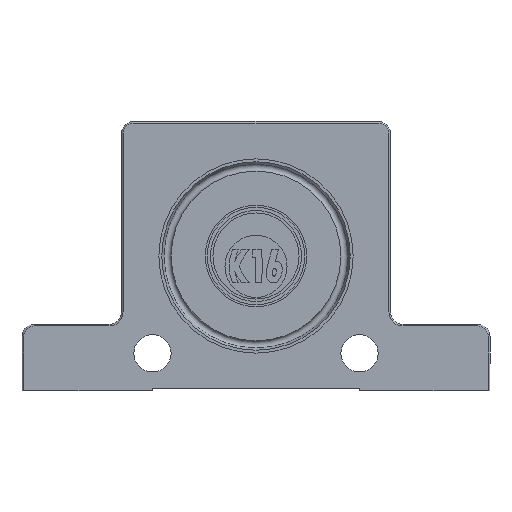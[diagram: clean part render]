
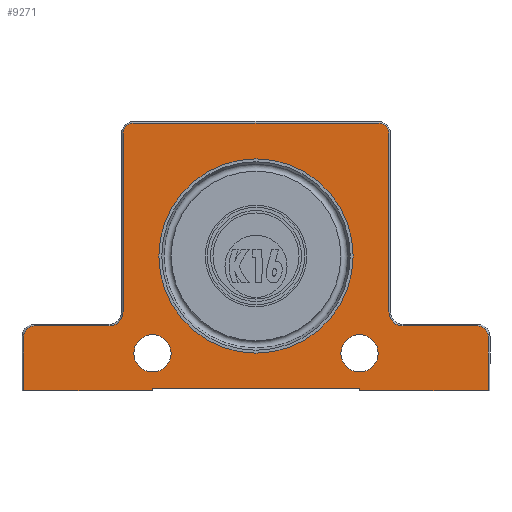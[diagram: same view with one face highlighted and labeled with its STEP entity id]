
A CAD part, left-side view. The second image highlights one B-rep face of the part: STEP entity #9271.
In plain terms, the highlighted planar face has unit normal (-1, 0, 0).
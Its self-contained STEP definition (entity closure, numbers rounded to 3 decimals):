
#8087=CARTESIAN_POINT('',(-13.5,-56.1,0.0));
#8088=VERTEX_POINT('',#8087);
#8105=CARTESIAN_POINT('',(-13.5,-56.1,13.));
#8106=VERTEX_POINT('',#8105);
#8113=CARTESIAN_POINT('',(-13.5,-56.1,13.));
#8114=DIRECTION('',(0.0,0.0,-1.0));
#8115=VECTOR('',#8114,13.);
#8116=LINE('',#8113,#8115);
#8117=EDGE_CURVE('',#8106,#8088,#8116,.T.);
#8129=CARTESIAN_POINT('',(-13.5,-53.5,15.6));
#8130=VERTEX_POINT('',#8129);
#8137=CARTESIAN_POINT('',(-13.5,-53.5,13.));
#8138=DIRECTION('',(1.,0.0,0.0));
#8139=DIRECTION('',(0.0,-0.707,0.707));
#8140=AXIS2_PLACEMENT_3D('',#8137,#8138,#8139);
#8141=CIRCLE('',#8140,2.6);
#8142=EDGE_CURVE('',#8130,#8106,#8141,.T.);
#8162=CARTESIAN_POINT('',(-13.5,-35.5,15.6));
#8163=VERTEX_POINT('',#8162);
#8170=CARTESIAN_POINT('',(-13.5,-35.5,15.6));
#8171=DIRECTION('',(0.0,-1.0,0.0));
#8172=VECTOR('',#8171,18.);
#8173=LINE('',#8170,#8172);
#8174=EDGE_CURVE('',#8163,#8130,#8173,.T.);
#8191=CARTESIAN_POINT('',(-13.5,-32.1,19.));
#8192=VERTEX_POINT('',#8191);
#8199=CARTESIAN_POINT('',(-13.5,-35.5,19.));
#8200=DIRECTION('',(-1.,0.0,0.0));
#8201=DIRECTION('',(0.0,0.707,-0.707));
#8202=AXIS2_PLACEMENT_3D('',#8199,#8200,#8201);
#8203=CIRCLE('',#8202,3.4);
#8204=EDGE_CURVE('',#8192,#8163,#8203,.T.);
#8222=CARTESIAN_POINT('',(-13.5,-32.1,62.));
#8223=VERTEX_POINT('',#8222);
#8230=CARTESIAN_POINT('',(-13.5,-32.1,62.));
#8231=DIRECTION('',(0.0,0.0,-1.0));
#8232=VECTOR('',#8231,43.0);
#8233=LINE('',#8230,#8232);
#8234=EDGE_CURVE('',#8223,#8192,#8233,.T.);
#8248=CARTESIAN_POINT('',(-13.5,-29.5,64.6));
#8249=VERTEX_POINT('',#8248);
#8256=CARTESIAN_POINT('',(-13.5,-29.5,62.));
#8257=DIRECTION('',(1.0,0.0,0.0));
#8258=DIRECTION('',(0.0,-0.707,0.707));
#8259=AXIS2_PLACEMENT_3D('',#8256,#8257,#8258);
#8260=CIRCLE('',#8259,2.6);
#8261=EDGE_CURVE('',#8249,#8223,#8260,.T.);
#8281=CARTESIAN_POINT('',(-13.5,29.5,64.6));
#8282=VERTEX_POINT('',#8281);
#8289=CARTESIAN_POINT('',(-13.5,29.5,64.6));
#8290=DIRECTION('',(0.0,-1.0,0.0));
#8291=VECTOR('',#8290,59.);
#8292=LINE('',#8289,#8291);
#8293=EDGE_CURVE('',#8282,#8249,#8292,.T.);
#8312=CARTESIAN_POINT('',(-13.5,32.1,62.0));
#8313=VERTEX_POINT('',#8312);
#8320=CARTESIAN_POINT('',(-13.5,29.5,62.0));
#8321=DIRECTION('',(1.0,0.0,0.0));
#8322=DIRECTION('',(0.0,0.707,0.707));
#8323=AXIS2_PLACEMENT_3D('',#8320,#8321,#8322);
#8324=CIRCLE('',#8323,2.6);
#8325=EDGE_CURVE('',#8313,#8282,#8324,.T.);
#8345=CARTESIAN_POINT('',(-13.5,32.1,19.));
#8346=VERTEX_POINT('',#8345);
#8353=CARTESIAN_POINT('',(-13.5,32.1,19.0));
#8354=DIRECTION('',(0.0,0.0,1.0));
#8355=VECTOR('',#8354,43.0);
#8356=LINE('',#8353,#8355);
#8357=EDGE_CURVE('',#8346,#8313,#8356,.T.);
#8376=CARTESIAN_POINT('',(-13.5,35.5,15.6));
#8377=VERTEX_POINT('',#8376);
#8384=CARTESIAN_POINT('',(-13.5,35.5,19.));
#8385=DIRECTION('',(-1.,0.0,0.0));
#8386=DIRECTION('',(0.0,-0.707,-0.707));
#8387=AXIS2_PLACEMENT_3D('',#8384,#8385,#8386);
#8388=CIRCLE('',#8387,3.4);
#8389=EDGE_CURVE('',#8377,#8346,#8388,.T.);
#8409=CARTESIAN_POINT('',(-13.5,53.5,15.6));
#8410=VERTEX_POINT('',#8409);
#8417=CARTESIAN_POINT('',(-13.5,53.5,15.6));
#8418=DIRECTION('',(0.0,-1.0,0.0));
#8419=VECTOR('',#8418,18.);
#8420=LINE('',#8417,#8419);
#8421=EDGE_CURVE('',#8410,#8377,#8420,.T.);
#8440=CARTESIAN_POINT('',(-13.5,56.1,13.0));
#8441=VERTEX_POINT('',#8440);
#8448=CARTESIAN_POINT('',(-13.5,53.5,13.0));
#8449=DIRECTION('',(1.0,0.0,0.0));
#8450=DIRECTION('',(0.0,0.707,0.707));
#8451=AXIS2_PLACEMENT_3D('',#8448,#8449,#8450);
#8452=CIRCLE('',#8451,2.6);
#8453=EDGE_CURVE('',#8441,#8410,#8452,.T.);
#8473=CARTESIAN_POINT('',(-13.5,56.1,0.0));
#8474=VERTEX_POINT('',#8473);
#8481=CARTESIAN_POINT('',(-13.5,56.1,0.0));
#8482=DIRECTION('',(0.0,0.0,1.0));
#8483=VECTOR('',#8482,13.0);
#8484=LINE('',#8481,#8483);
#8485=EDGE_CURVE('',#8474,#8441,#8484,.T.);
#8518=CARTESIAN_POINT('',(-13.5,25.0,0.0));
#8519=VERTEX_POINT('',#8518);
#8526=CARTESIAN_POINT('',(-13.5,25.0,0.0));
#8527=DIRECTION('',(0.0,1.0,0.0));
#8528=VECTOR('',#8527,31.1);
#8529=LINE('',#8526,#8528);
#8530=EDGE_CURVE('',#8519,#8474,#8529,.T.);
#9116=CARTESIAN_POINT('',(-13.5,-25.,0.5));
#9117=VERTEX_POINT('',#9116);
#9125=CARTESIAN_POINT('',(-13.5,-25.,0.0));
#9126=VERTEX_POINT('',#9125);
#9133=CARTESIAN_POINT('',(-13.5,-25.,0.5));
#9134=DIRECTION('',(0.0,0.0,-1.0));
#9135=VECTOR('',#9134,0.5);
#9136=LINE('',#9133,#9135);
#9137=EDGE_CURVE('',#9117,#9126,#9136,.T.);
#9147=CARTESIAN_POINT('',(-13.5,25.0,0.5));
#9148=VERTEX_POINT('',#9147);
#9155=CARTESIAN_POINT('',(-13.5,25.0,0.0));
#9156=DIRECTION('',(0.0,0.0,1.0));
#9157=VECTOR('',#9156,0.5);
#9158=LINE('',#9155,#9157);
#9159=EDGE_CURVE('',#8519,#9148,#9158,.T.);
#9173=CARTESIAN_POINT('',(-13.5,25.0,0.5));
#9174=DIRECTION('',(0.0,-1.0,0.0));
#9175=VECTOR('',#9174,50.);
#9176=LINE('',#9173,#9175);
#9177=EDGE_CURVE('',#9148,#9117,#9176,.T.);
#9189=CARTESIAN_POINT('',(-13.5,-56.1,0.0));
#9190=DIRECTION('',(0.0,1.0,0.0));
#9191=VECTOR('',#9190,31.1);
#9192=LINE('',#9189,#9191);
#9193=EDGE_CURVE('',#8088,#9126,#9192,.T.);
#9213=CARTESIAN_POINT('',(-13.5,23.41,27.66));
#9214=DIRECTION('',(1.0,0.0,0.0));
#9215=DIRECTION('',(0.0,0.0,-1.0));
#9216=AXIS2_PLACEMENT_3D('',#9213,#9214,#9215);
#9217=PLANE('',#9216);
#9218=ORIENTED_EDGE('',*,*,#8485,.F.);
#9219=ORIENTED_EDGE('',*,*,#8530,.F.);
#9220=ORIENTED_EDGE('',*,*,#9159,.T.);
#9221=ORIENTED_EDGE('',*,*,#9177,.T.);
#9222=ORIENTED_EDGE('',*,*,#9137,.T.);
#9223=ORIENTED_EDGE('',*,*,#9193,.F.);
#9224=ORIENTED_EDGE('',*,*,#8117,.F.);
#9225=ORIENTED_EDGE('',*,*,#8142,.F.);
#9226=ORIENTED_EDGE('',*,*,#8174,.F.);
#9227=ORIENTED_EDGE('',*,*,#8204,.F.);
#9228=ORIENTED_EDGE('',*,*,#8234,.F.);
#9229=ORIENTED_EDGE('',*,*,#8261,.F.);
#9230=ORIENTED_EDGE('',*,*,#8293,.F.);
#9231=ORIENTED_EDGE('',*,*,#8325,.F.);
#9232=ORIENTED_EDGE('',*,*,#8357,.F.);
#9233=ORIENTED_EDGE('',*,*,#8389,.F.);
#9234=ORIENTED_EDGE('',*,*,#8421,.F.);
#9235=ORIENTED_EDGE('',*,*,#8453,.F.);
#9236=EDGE_LOOP('',(#9218,#9219,#9220,#9221,#9222,#9223,#9224,#9225,#9226,#9227,#9228,#9229,#9230,#9231,#9232,#9233,#9234,#9235));
#9237=FACE_OUTER_BOUND('',#9236,.T.);
#9238=CARTESIAN_POINT('',(-13.5,-25.0,13.5));
#9239=VERTEX_POINT('',#9238);
#9240=CARTESIAN_POINT('',(-13.5,-25.0,9.));
#9241=DIRECTION('',(1.0,0.0,0.0));
#9242=DIRECTION('',(0.0,0.0,-1.0));
#9243=AXIS2_PLACEMENT_3D('',#9240,#9241,#9242);
#9244=CIRCLE('',#9243,4.5);
#9245=EDGE_CURVE('',#9239,#9239,#9244,.T.);
#9246=ORIENTED_EDGE('',*,*,#9245,.T.);
#9247=EDGE_LOOP('',(#9246));
#9248=FACE_BOUND('',#9247,.T.);
#9249=CARTESIAN_POINT('',(-13.5,25.0,13.5));
#9250=VERTEX_POINT('',#9249);
#9251=CARTESIAN_POINT('',(-13.5,25.0,9.));
#9252=DIRECTION('',(1.0,0.0,0.0));
#9253=DIRECTION('',(0.0,0.0,-1.0));
#9254=AXIS2_PLACEMENT_3D('',#9251,#9252,#9253);
#9255=CIRCLE('',#9254,4.5);
#9256=EDGE_CURVE('',#9250,#9250,#9255,.T.);
#9257=ORIENTED_EDGE('',*,*,#9256,.T.);
#9258=EDGE_LOOP('',(#9257));
#9259=FACE_BOUND('',#9258,.T.);
#9260=CARTESIAN_POINT('',(-13.5,0.0,9.05));
#9261=VERTEX_POINT('',#9260);
#9262=CARTESIAN_POINT('',(-13.5,0.0,32.5));
#9263=DIRECTION('',(1.0,0.0,0.0));
#9264=DIRECTION('',(0.0,0.0,-1.0));
#9265=AXIS2_PLACEMENT_3D('',#9262,#9263,#9264);
#9266=CIRCLE('',#9265,23.45);
#9267=EDGE_CURVE('',#9261,#9261,#9266,.T.);
#9268=ORIENTED_EDGE('',*,*,#9267,.T.);
#9269=EDGE_LOOP('',(#9268));
#9270=FACE_BOUND('',#9269,.T.);
#9271=ADVANCED_FACE('',(#9237,#9248,#9259,#9270),#9217,.F.);
